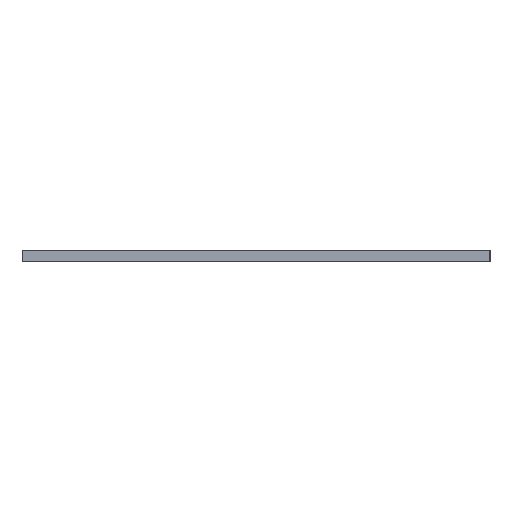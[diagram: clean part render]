
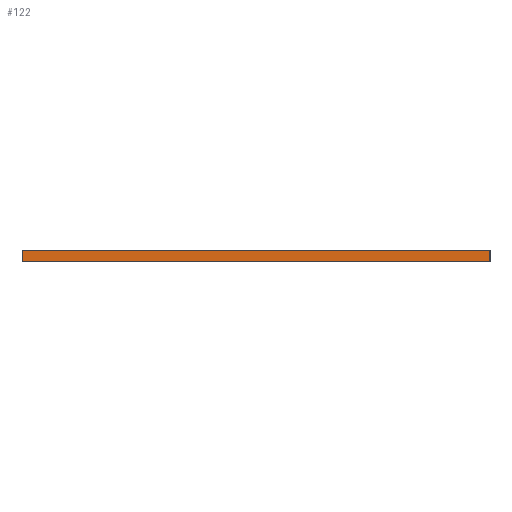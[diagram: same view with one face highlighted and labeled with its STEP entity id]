
A CAD part, left-side view. The second image highlights one B-rep face of the part: STEP entity #122.
In plain terms, the highlighted planar face has unit normal (-1, 0, 0).
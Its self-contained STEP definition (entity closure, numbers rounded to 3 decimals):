
#83=CARTESIAN_POINT('',(0.065,59.835,2.51));
#84=DIRECTION('',(1.,0.,0.));
#85=DIRECTION('',(0.,1.,-0.));
#86=AXIS2_PLACEMENT_3D('',#83,#84,#85);
#87=PLANE('',#86);
#88=CARTESIAN_POINT('',(0.065,20.37,1.51));
#89=VERTEX_POINT('',#88);
#90=CARTESIAN_POINT('',(0.065,99.3,1.51));
#91=VERTEX_POINT('',#90);
#92=CARTESIAN_POINT('',(0.065,20.37,1.51));
#93=DIRECTION('',(0.,1.,-0.));
#94=VECTOR('',#93,78.93);
#95=LINE('',#92,#94);
#96=EDGE_CURVE('',#89,#91,#95,.T.);
#97=ORIENTED_EDGE('',*,*,#96,.F.);
#98=CARTESIAN_POINT('',(0.065,20.37,3.51));
#99=VERTEX_POINT('',#98);
#100=CARTESIAN_POINT('',(0.065,20.37,3.51));
#101=DIRECTION('',(-0.,-0.,-1.));
#102=VECTOR('',#101,2.);
#103=LINE('',#100,#102);
#104=EDGE_CURVE('',#99,#89,#103,.T.);
#105=ORIENTED_EDGE('',*,*,#104,.F.);
#106=CARTESIAN_POINT('',(0.065,99.3,3.51));
#107=VERTEX_POINT('',#106);
#108=CARTESIAN_POINT('',(0.065,99.3,3.51));
#109=DIRECTION('',(-0.,-1.,0.));
#110=VECTOR('',#109,78.93);
#111=LINE('',#108,#110);
#112=EDGE_CURVE('',#107,#99,#111,.T.);
#113=ORIENTED_EDGE('',*,*,#112,.F.);
#114=CARTESIAN_POINT('',(0.065,99.3,1.51));
#115=DIRECTION('',(0.,0.,1.));
#116=VECTOR('',#115,2.);
#117=LINE('',#114,#116);
#118=EDGE_CURVE('',#91,#107,#117,.T.);
#119=ORIENTED_EDGE('',*,*,#118,.F.);
#120=EDGE_LOOP('',(#97,#105,#113,#119));
#121=FACE_BOUND('',#120,.T.);
#122=ADVANCED_FACE('',(#121),#87,.F.);
